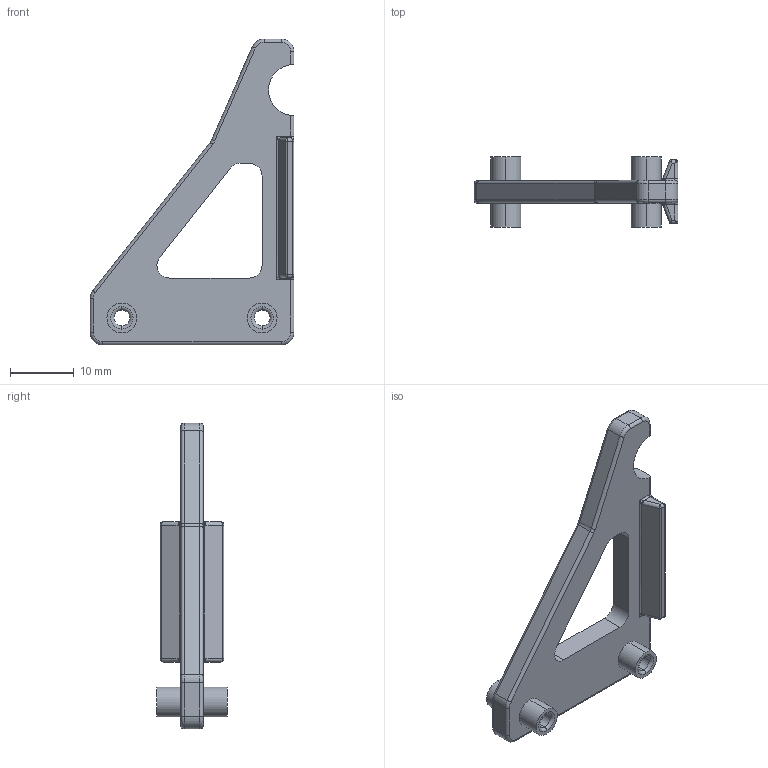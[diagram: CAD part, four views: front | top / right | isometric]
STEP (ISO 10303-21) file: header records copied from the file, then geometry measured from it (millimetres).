
FILE_DESCRIPTION (( 'STEP AP214' ), '1' );
FILE_NAME ('40234-B_TXP-Gripper_Pincher.STEP', '2017-03-28T20:28:23', ( '' ), ( '' ), 'SwSTEP 2.0', 'SolidWorks 2016', '' );
FILE_SCHEMA (( 'AUTOMOTIVE_DESIGN' ));
Length unit declared in the file: millimetre
Products named in the file (2): 40234-B_TXP-Gripper_Pincher
Bounding box: 32 x 11 x 48 mm (x, y, z)
Volume: 2918.7 mm3; surface area: 2714.3 mm2
Topology: 1 solids, 1 shells, 126 faces, 296 edges, 164 vertices
Faces by surface type: cylinder 61, plane 25, torus 24, bspline 16
Entity records: 5209 total; most frequent: CARTESIAN_POINT 1036, DIRECTION 602, ORIENTED_EDGE 568, EDGE_CURVE 284, AXIS2_PLACEMENT_3D 242, VERTEX_POINT 164, EDGE_LOOP 136, CIRCLE 130
